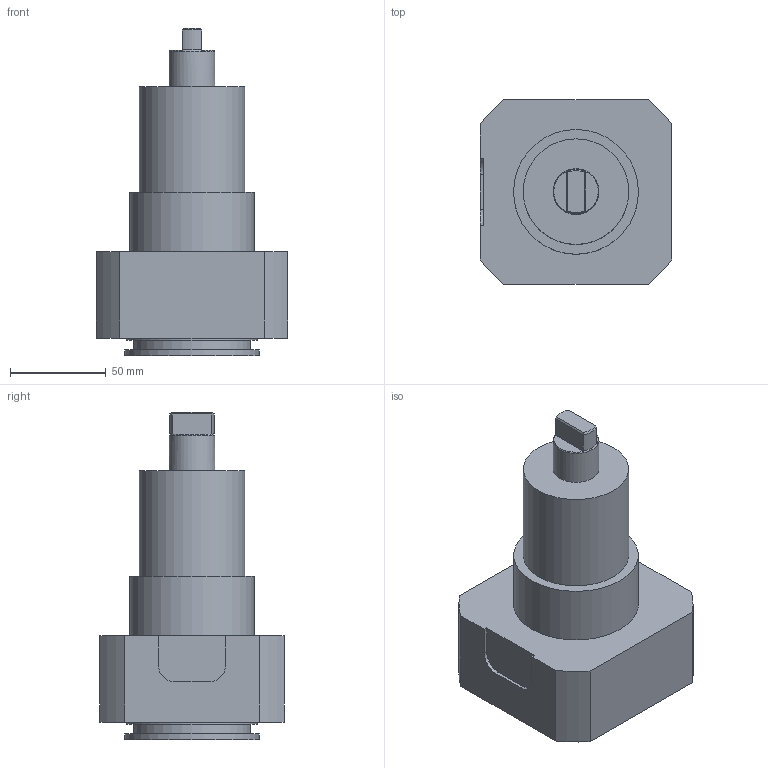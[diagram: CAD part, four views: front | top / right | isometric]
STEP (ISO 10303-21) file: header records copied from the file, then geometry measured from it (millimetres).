
FILE_DESCRIPTION(/* description */ ('3-D model version:1'),/* implementation_level */ '2;1');
FILE_NAME(/* name */ 'C4-DNE-NA65A-I',/* time_stamp */ '2016-12-02T13:41:58',/* author */ ('InteractiveCad'),/* organization */ ('AB Sandvik Coromant'),/* preprocessor_version */ 'ST-DEVELOPER v11',/* originating_system */ 'SIEMENS UGS NX 6.0',/* authorization */ '');
FILE_SCHEMA(('AUTOMOTIVE_DESIGN'));
Length unit declared in the file: millimetre
Products named in the file (1): C4_DNE_NA65A_I_634643724221077656_1_stp
Bounding box: 100 x 96 x 170.8 mm (x, y, z)
Volume: 677056.7 mm3; surface area: 58947.1 mm2
Topology: 1 solids, 1 shells, 55 faces, 128 edges, 86 vertices
Faces by surface type: plane 27, cylinder 18, cone 10
Full cylindrical faces by diameter (mm): 2.5 x1, 23.9 x1, 31.6 x1, 40 x1, 46 x1, 55 x1, 61 x1, 65 x1, 68 x1, 70 x1
Entity records: 1650 total; most frequent: CARTESIAN_POINT 332, DIRECTION 276, ORIENTED_EDGE 222, AXIS2_PLACEMENT_3D 115, EDGE_CURVE 111, VERTEX_POINT 81, EDGE_LOOP 78, ADVANCED_FACE 55
